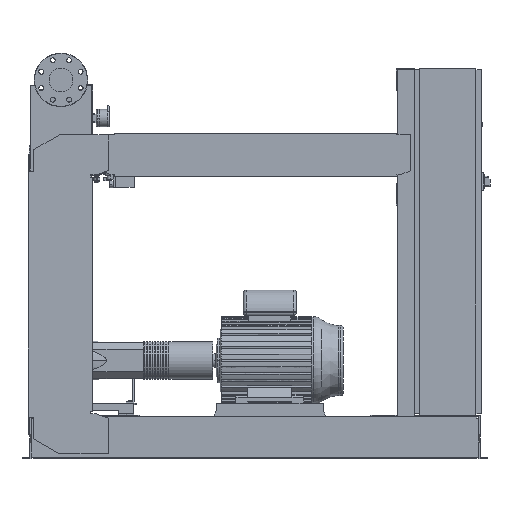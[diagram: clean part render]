
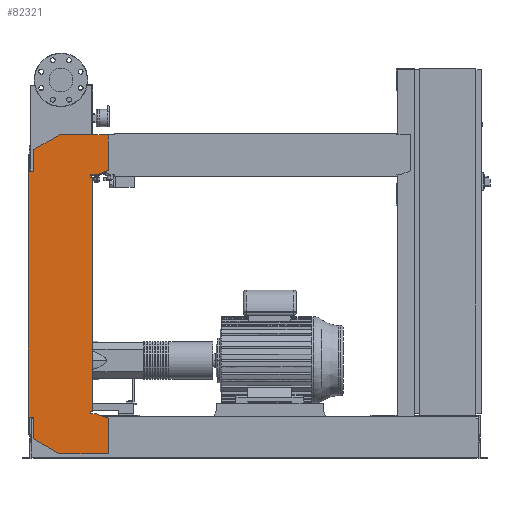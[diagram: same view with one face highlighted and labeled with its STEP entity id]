
A CAD part, front view. The second image highlights one B-rep face of the part: STEP entity #82321.
In plain terms, the highlighted free-form (B-spline) face has degree [1, 1] with [2, 2] control points.
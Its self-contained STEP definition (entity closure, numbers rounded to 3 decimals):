
#81806=CARTESIAN_POINT('',(-102.0,-234.5,1076.0));
#81807=VERTEX_POINT('',#81806);
#81814=CARTESIAN_POINT('',(-102.0,-234.5,1158.574));
#81815=VERTEX_POINT('',#81814);
#81816=CARTESIAN_POINT('',(-102.0,-234.5,1076.0));
#81817=DIRECTION('',(0.0,0.0,1.0));
#81818=VECTOR('',#81817,82.574);
#81819=LINE('',#81816,#81818);
#81820=EDGE_CURVE('',#81807,#81815,#81819,.T.);
#81838=CARTESIAN_POINT('',(-6.,-234.5,1214.0));
#81839=VERTEX_POINT('',#81838);
#81840=CARTESIAN_POINT('',(-102.0,-234.5,1158.574));
#81841=DIRECTION('',(0.866,0.0,0.5));
#81842=VECTOR('',#81841,110.851);
#81843=LINE('',#81840,#81842);
#81844=EDGE_CURVE('',#81815,#81839,#81843,.T.);
#81862=CARTESIAN_POINT('',(177.0,-234.5,1214.0));
#81863=VERTEX_POINT('',#81862);
#81864=CARTESIAN_POINT('',(-6.,-234.5,1214.0));
#81865=DIRECTION('',(1.0,0.0,0.0));
#81866=VECTOR('',#81865,183.0);
#81867=LINE('',#81864,#81866);
#81868=EDGE_CURVE('',#81839,#81863,#81867,.T.);
#81886=CARTESIAN_POINT('',(177.0,-234.5,1080.379));
#81887=VERTEX_POINT('',#81886);
#81888=CARTESIAN_POINT('',(177.0,-234.5,1214.0));
#81889=DIRECTION('',(0.0,0.0,-1.0));
#81890=VECTOR('',#81889,133.621);
#81891=LINE('',#81888,#81890);
#81892=EDGE_CURVE('',#81863,#81887,#81891,.T.);
#81910=CARTESIAN_POINT('',(132.,-234.5,1064.0));
#81911=VERTEX_POINT('',#81910);
#81912=CARTESIAN_POINT('',(177.0,-234.5,1080.379));
#81913=DIRECTION('',(-0.94,0.,-0.342));
#81914=VECTOR('',#81913,47.888);
#81915=LINE('',#81912,#81914);
#81916=EDGE_CURVE('',#81887,#81911,#81915,.T.);
#81934=CARTESIAN_POINT('',(112.0,-234.5,1064.0));
#81935=VERTEX_POINT('',#81934);
#81936=CARTESIAN_POINT('',(132.,-234.5,1064.0));
#81937=DIRECTION('',(-1.0,0.0,0.0));
#81938=VECTOR('',#81937,20.);
#81939=LINE('',#81936,#81938);
#81940=EDGE_CURVE('',#81911,#81935,#81939,.T.);
#81958=CARTESIAN_POINT('',(112.0,-234.5,1056.0));
#81959=VERTEX_POINT('',#81958);
#81960=CARTESIAN_POINT('',(112.0,-234.5,1064.0));
#81961=DIRECTION('',(0.0,0.0,-1.0));
#81962=VECTOR('',#81961,8.0);
#81963=LINE('',#81960,#81962);
#81964=EDGE_CURVE('',#81935,#81959,#81963,.T.);
#81982=CARTESIAN_POINT('',(120.,-234.5,1056.0));
#81983=VERTEX_POINT('',#81982);
#81984=CARTESIAN_POINT('',(112.0,-234.5,1056.0));
#81985=DIRECTION('',(1.0,0.0,0.0));
#81986=VECTOR('',#81985,8.);
#81987=LINE('',#81984,#81986);
#81988=EDGE_CURVE('',#81959,#81983,#81987,.T.);
#82006=CARTESIAN_POINT('',(120.,-234.5,176.));
#82007=VERTEX_POINT('',#82006);
#82018=CARTESIAN_POINT('',(120.,-234.5,1056.0));
#82019=DIRECTION('',(0.0,0.0,-1.0));
#82020=VECTOR('',#82019,880.);
#82021=LINE('',#82018,#82020);
#82022=EDGE_CURVE('',#81983,#82007,#82021,.T.);
#82036=CARTESIAN_POINT('',(112.,-234.5,176.));
#82037=VERTEX_POINT('',#82036);
#82038=CARTESIAN_POINT('',(120.,-234.5,176.));
#82039=DIRECTION('',(-1.0,0.0,0.0));
#82040=VECTOR('',#82039,8.);
#82041=LINE('',#82038,#82040);
#82042=EDGE_CURVE('',#82007,#82037,#82041,.T.);
#82060=CARTESIAN_POINT('',(112.,-234.5,168.));
#82061=VERTEX_POINT('',#82060);
#82062=CARTESIAN_POINT('',(112.,-234.5,176.));
#82063=DIRECTION('',(0.0,0.0,-1.0));
#82064=VECTOR('',#82063,8.0);
#82065=LINE('',#82062,#82064);
#82066=EDGE_CURVE('',#82037,#82061,#82065,.T.);
#82084=CARTESIAN_POINT('',(132.,-234.5,168.));
#82085=VERTEX_POINT('',#82084);
#82086=CARTESIAN_POINT('',(112.,-234.5,168.));
#82087=DIRECTION('',(1.0,0.0,0.0));
#82088=VECTOR('',#82087,20.0);
#82089=LINE('',#82086,#82088);
#82090=EDGE_CURVE('',#82061,#82085,#82089,.T.);
#82108=CARTESIAN_POINT('',(177.,-234.5,151.621));
#82109=VERTEX_POINT('',#82108);
#82110=CARTESIAN_POINT('',(132.,-234.5,168.));
#82111=DIRECTION('',(0.94,0.,-0.342));
#82112=VECTOR('',#82111,47.888);
#82113=LINE('',#82110,#82112);
#82114=EDGE_CURVE('',#82085,#82109,#82113,.T.);
#82132=CARTESIAN_POINT('',(177.,-234.5,18.0));
#82133=VERTEX_POINT('',#82132);
#82134=CARTESIAN_POINT('',(177.,-234.5,151.621));
#82135=DIRECTION('',(0.0,0.0,-1.0));
#82136=VECTOR('',#82135,133.621);
#82137=LINE('',#82134,#82136);
#82138=EDGE_CURVE('',#82109,#82133,#82137,.T.);
#82156=CARTESIAN_POINT('',(-4.,-234.5,18.0));
#82157=VERTEX_POINT('',#82156);
#82158=CARTESIAN_POINT('',(177.,-234.5,18.0));
#82159=DIRECTION('',(-1.0,0.0,0.0));
#82160=VECTOR('',#82159,181.);
#82161=LINE('',#82158,#82160);
#82162=EDGE_CURVE('',#82133,#82157,#82161,.T.);
#82180=CARTESIAN_POINT('',(-102.,-234.5,74.58));
#82181=VERTEX_POINT('',#82180);
#82182=CARTESIAN_POINT('',(-4.,-234.5,18.0));
#82183=DIRECTION('',(-0.866,0.0,0.5));
#82184=VECTOR('',#82183,113.161);
#82185=LINE('',#82182,#82184);
#82186=EDGE_CURVE('',#82157,#82181,#82185,.T.);
#82204=CARTESIAN_POINT('',(-102.,-234.5,156.0));
#82205=VERTEX_POINT('',#82204);
#82206=CARTESIAN_POINT('',(-102.,-234.5,74.58));
#82207=DIRECTION('',(0.0,0.0,1.0));
#82208=VECTOR('',#82207,81.42);
#82209=LINE('',#82206,#82208);
#82210=EDGE_CURVE('',#82181,#82205,#82209,.T.);
#82228=CARTESIAN_POINT('',(-122.,-234.5,156.0));
#82229=VERTEX_POINT('',#82228);
#82230=CARTESIAN_POINT('',(-102.,-234.5,156.0));
#82231=DIRECTION('',(-1.0,0.0,0.0));
#82232=VECTOR('',#82231,20.0);
#82233=LINE('',#82230,#82232);
#82234=EDGE_CURVE('',#82205,#82229,#82233,.T.);
#82252=CARTESIAN_POINT('',(-122.0,-234.5,1076.0));
#82253=VERTEX_POINT('',#82252);
#82266=CARTESIAN_POINT('',(-122.,-234.5,156.0));
#82267=DIRECTION('',(0.0,0.0,1.0));
#82268=VECTOR('',#82267,920.0);
#82269=LINE('',#82266,#82268);
#82270=EDGE_CURVE('',#82229,#82253,#82269,.T.);
#82284=CARTESIAN_POINT('',(-122.0,-234.5,1076.0));
#82285=DIRECTION('',(1.0,0.0,0.0));
#82286=VECTOR('',#82285,20.0);
#82287=LINE('',#82284,#82286);
#82288=EDGE_CURVE('',#82253,#81807,#82287,.T.);
#82294=CARTESIAN_POINT('',(-122.,-234.5,18.0));
#82295=CARTESIAN_POINT('',(177.0,-234.5,18.0));
#82296=CARTESIAN_POINT('',(-122.,-234.5,1214.0));
#82297=CARTESIAN_POINT('',(177.0,-234.5,1214.0));
#82298=B_SPLINE_SURFACE_WITH_KNOTS('',1,1,((#82294,#82296),(#82295,#82297)),.UNSPECIFIED.,.F.,.F.,.U.,(2,2),(2,2),(0.0,299.),(0.0,1196.0),.UNSPECIFIED.);
#82299=ORIENTED_EDGE('',*,*,#82288,.F.);
#82300=ORIENTED_EDGE('',*,*,#82270,.F.);
#82301=ORIENTED_EDGE('',*,*,#82234,.F.);
#82302=ORIENTED_EDGE('',*,*,#82210,.F.);
#82303=ORIENTED_EDGE('',*,*,#82186,.F.);
#82304=ORIENTED_EDGE('',*,*,#82162,.F.);
#82305=ORIENTED_EDGE('',*,*,#82138,.F.);
#82306=ORIENTED_EDGE('',*,*,#82114,.F.);
#82307=ORIENTED_EDGE('',*,*,#82090,.F.);
#82308=ORIENTED_EDGE('',*,*,#82066,.F.);
#82309=ORIENTED_EDGE('',*,*,#82042,.F.);
#82310=ORIENTED_EDGE('',*,*,#82022,.F.);
#82311=ORIENTED_EDGE('',*,*,#81988,.F.);
#82312=ORIENTED_EDGE('',*,*,#81964,.F.);
#82313=ORIENTED_EDGE('',*,*,#81940,.F.);
#82314=ORIENTED_EDGE('',*,*,#81916,.F.);
#82315=ORIENTED_EDGE('',*,*,#81892,.F.);
#82316=ORIENTED_EDGE('',*,*,#81868,.F.);
#82317=ORIENTED_EDGE('',*,*,#81844,.F.);
#82318=ORIENTED_EDGE('',*,*,#81820,.F.);
#82319=EDGE_LOOP('',(#82299,#82300,#82301,#82302,#82303,#82304,#82305,#82306,#82307,#82308,#82309,#82310,#82311,#82312,#82313,#82314,#82315,#82316,#82317,#82318));
#82320=FACE_OUTER_BOUND('',#82319,.T.);
#82321=ADVANCED_FACE('',(#82320),#82298,.T.);
